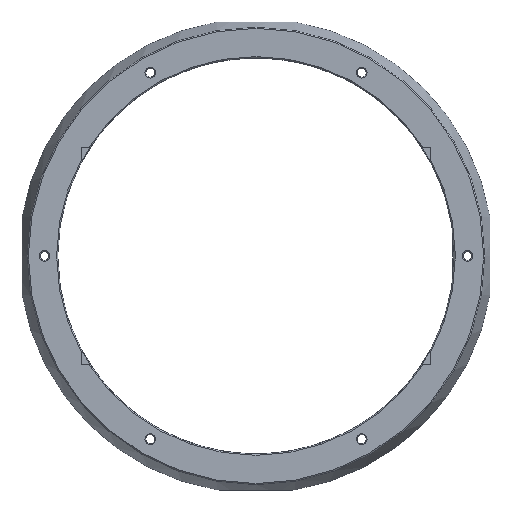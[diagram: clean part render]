
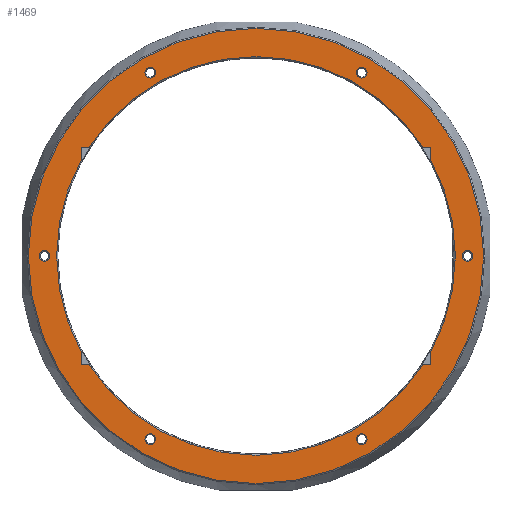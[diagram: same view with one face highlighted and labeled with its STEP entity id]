
A CAD part, top view. The second image highlights one B-rep face of the part: STEP entity #1469.
In plain terms, the highlighted planar face has unit normal (0, 0, 1).
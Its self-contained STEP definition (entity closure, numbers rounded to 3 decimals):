
#23=FACE_BOUND('',#223,.T.);
#24=FACE_BOUND('',#224,.T.);
#25=FACE_BOUND('',#225,.T.);
#26=FACE_BOUND('',#226,.T.);
#27=FACE_BOUND('',#227,.T.);
#28=FACE_BOUND('',#228,.T.);
#29=FACE_BOUND('',#229,.T.);
#132=FACE_OUTER_BOUND('',#222,.T.);
#222=EDGE_LOOP('',(#1029));
#223=EDGE_LOOP('',(#1030,#1031,#1032,#1033,#1034,#1035,#1036,#1037,#1038,
#1039,#1040,#1041));
#224=EDGE_LOOP('',(#1042));
#225=EDGE_LOOP('',(#1043));
#226=EDGE_LOOP('',(#1044));
#227=EDGE_LOOP('',(#1045));
#228=EDGE_LOOP('',(#1046));
#229=EDGE_LOOP('',(#1047));
#331=LINE('',#2218,#427);
#332=LINE('',#2228,#428);
#346=LINE('',#2339,#442);
#347=LINE('',#2341,#443);
#348=LINE('',#2345,#444);
#349=LINE('',#2347,#445);
#350=LINE('',#2351,#446);
#351=LINE('',#2352,#447);
#427=VECTOR('',#1759,10.);
#428=VECTOR('',#1762,10.);
#442=VECTOR('',#1816,10.);
#443=VECTOR('',#1817,10.);
#444=VECTOR('',#1820,10.);
#445=VECTOR('',#1821,10.);
#446=VECTOR('',#1824,10.);
#447=VECTOR('',#1825,10.);
#532=CIRCLE('',#1587,75.4);
#533=CIRCLE('',#1589,86.1);
#534=CIRCLE('',#1590,75.4);
#535=CIRCLE('',#1591,75.4);
#536=CIRCLE('',#1592,75.4);
#537=CIRCLE('',#1593,2.);
#538=CIRCLE('',#1594,2.);
#539=CIRCLE('',#1595,2.);
#540=CIRCLE('',#1596,2.);
#541=CIRCLE('',#1597,2.);
#542=CIRCLE('',#1598,2.);
#616=VERTEX_POINT('',#2215);
#617=VERTEX_POINT('',#2217);
#618=VERTEX_POINT('',#2223);
#647=VERTEX_POINT('',#2328);
#648=VERTEX_POINT('',#2334);
#649=VERTEX_POINT('',#2336);
#650=VERTEX_POINT('',#2338);
#651=VERTEX_POINT('',#2340);
#652=VERTEX_POINT('',#2342);
#653=VERTEX_POINT('',#2344);
#654=VERTEX_POINT('',#2346);
#655=VERTEX_POINT('',#2348);
#656=VERTEX_POINT('',#2350);
#657=VERTEX_POINT('',#2353);
#658=VERTEX_POINT('',#2355);
#659=VERTEX_POINT('',#2357);
#660=VERTEX_POINT('',#2359);
#661=VERTEX_POINT('',#2361);
#662=VERTEX_POINT('',#2363);
#755=EDGE_CURVE('',#617,#616,#331,.T.);
#758=EDGE_CURVE('',#616,#618,#332,.T.);
#790=EDGE_CURVE('',#617,#647,#532,.T.);
#792=EDGE_CURVE('',#648,#648,#533,.T.);
#793=EDGE_CURVE('',#649,#618,#534,.T.);
#794=EDGE_CURVE('',#649,#650,#346,.T.);
#795=EDGE_CURVE('',#650,#651,#347,.T.);
#796=EDGE_CURVE('',#652,#651,#535,.T.);
#797=EDGE_CURVE('',#652,#653,#348,.T.);
#798=EDGE_CURVE('',#653,#654,#349,.T.);
#799=EDGE_CURVE('',#655,#654,#536,.T.);
#800=EDGE_CURVE('',#655,#656,#350,.T.);
#801=EDGE_CURVE('',#656,#647,#351,.T.);
#802=EDGE_CURVE('',#657,#657,#537,.T.);
#803=EDGE_CURVE('',#658,#658,#538,.T.);
#804=EDGE_CURVE('',#659,#659,#539,.T.);
#805=EDGE_CURVE('',#660,#660,#540,.T.);
#806=EDGE_CURVE('',#661,#661,#541,.T.);
#807=EDGE_CURVE('',#662,#662,#542,.T.);
#1029=ORIENTED_EDGE('',*,*,#792,.F.);
#1030=ORIENTED_EDGE('',*,*,#755,.T.);
#1031=ORIENTED_EDGE('',*,*,#758,.T.);
#1032=ORIENTED_EDGE('',*,*,#793,.F.);
#1033=ORIENTED_EDGE('',*,*,#794,.T.);
#1034=ORIENTED_EDGE('',*,*,#795,.T.);
#1035=ORIENTED_EDGE('',*,*,#796,.F.);
#1036=ORIENTED_EDGE('',*,*,#797,.T.);
#1037=ORIENTED_EDGE('',*,*,#798,.T.);
#1038=ORIENTED_EDGE('',*,*,#799,.F.);
#1039=ORIENTED_EDGE('',*,*,#800,.T.);
#1040=ORIENTED_EDGE('',*,*,#801,.T.);
#1041=ORIENTED_EDGE('',*,*,#790,.F.);
#1042=ORIENTED_EDGE('',*,*,#802,.F.);
#1043=ORIENTED_EDGE('',*,*,#803,.F.);
#1044=ORIENTED_EDGE('',*,*,#804,.F.);
#1045=ORIENTED_EDGE('',*,*,#805,.F.);
#1046=ORIENTED_EDGE('',*,*,#806,.F.);
#1047=ORIENTED_EDGE('',*,*,#807,.F.);
#1431=PLANE('',#1588);
#1469=ADVANCED_FACE('',(#132,#23,#24,#25,#26,#27,#28,#29),#1431,.T.);
#1587=AXIS2_PLACEMENT_3D('',#2329,#1808,#1809);
#1588=AXIS2_PLACEMENT_3D('',#2333,#1810,#1811);
#1589=AXIS2_PLACEMENT_3D('',#2335,#1812,#1813);
#1590=AXIS2_PLACEMENT_3D('',#2337,#1814,#1815);
#1591=AXIS2_PLACEMENT_3D('',#2343,#1818,#1819);
#1592=AXIS2_PLACEMENT_3D('',#2349,#1822,#1823);
#1593=AXIS2_PLACEMENT_3D('',#2354,#1826,#1827);
#1594=AXIS2_PLACEMENT_3D('',#2356,#1828,#1829);
#1595=AXIS2_PLACEMENT_3D('',#2358,#1830,#1831);
#1596=AXIS2_PLACEMENT_3D('',#2360,#1832,#1833);
#1597=AXIS2_PLACEMENT_3D('',#2362,#1834,#1835);
#1598=AXIS2_PLACEMENT_3D('',#2364,#1836,#1837);
#1759=DIRECTION('',(-1.,0.,0.));
#1762=DIRECTION('',(0.,1.,0.));
#1808=DIRECTION('center_axis',(0.,0.,1.));
#1809=DIRECTION('ref_axis',(1.,0.,0.));
#1810=DIRECTION('center_axis',(0.,0.,1.));
#1811=DIRECTION('ref_axis',(1.,0.,0.));
#1812=DIRECTION('center_axis',(0.,0.,-1.));
#1813=DIRECTION('ref_axis',(1.,0.,0.));
#1814=DIRECTION('center_axis',(0.,0.,1.));
#1815=DIRECTION('ref_axis',(1.,0.,0.));
#1816=DIRECTION('',(0.,1.,0.));
#1817=DIRECTION('',(1.,0.,0.));
#1818=DIRECTION('center_axis',(0.,0.,1.));
#1819=DIRECTION('ref_axis',(1.,0.,0.));
#1820=DIRECTION('',(1.,0.,0.));
#1821=DIRECTION('',(0.,-1.,0.));
#1822=DIRECTION('center_axis',(0.,0.,1.));
#1823=DIRECTION('ref_axis',(1.,0.,0.));
#1824=DIRECTION('',(0.,-1.,0.));
#1825=DIRECTION('',(-1.,0.,0.));
#1826=DIRECTION('center_axis',(0.,0.,1.));
#1827=DIRECTION('ref_axis',(1.,0.,0.));
#1828=DIRECTION('center_axis',(0.,0.,1.));
#1829=DIRECTION('ref_axis',(1.,0.,0.));
#1830=DIRECTION('center_axis',(0.,0.,1.));
#1831=DIRECTION('ref_axis',(1.,0.,0.));
#1832=DIRECTION('center_axis',(0.,0.,1.));
#1833=DIRECTION('ref_axis',(1.,0.,0.));
#1834=DIRECTION('center_axis',(0.,0.,1.));
#1835=DIRECTION('ref_axis',(1.,0.,0.));
#1836=DIRECTION('center_axis',(0.,0.,1.));
#1837=DIRECTION('ref_axis',(1.,0.,0.));
#2215=CARTESIAN_POINT('',(-65.957,-41.105,4.));
#2217=CARTESIAN_POINT('',(-63.211,-41.105,4.));
#2218=CARTESIAN_POINT('',(-30.978,-41.105,4.));
#2223=CARTESIAN_POINT('',(-65.957,-36.536,4.));
#2228=CARTESIAN_POINT('',(-65.957,-20.552,4.));
#2328=CARTESIAN_POINT('',(63.211,-41.105,4.));
#2329=CARTESIAN_POINT('Origin',(0.,0.,4.));
#2333=CARTESIAN_POINT('Origin',(0.,0.,4.));
#2334=CARTESIAN_POINT('',(-86.1,0.,4.));
#2335=CARTESIAN_POINT('Origin',(0.,0.,4.));
#2336=CARTESIAN_POINT('',(-65.957,36.536,4.));
#2337=CARTESIAN_POINT('Origin',(0.,0.,4.));
#2338=CARTESIAN_POINT('',(-65.957,41.105,4.));
#2339=CARTESIAN_POINT('',(-65.957,20.552,4.));
#2340=CARTESIAN_POINT('',(-63.211,41.105,4.));
#2341=CARTESIAN_POINT('',(-30.978,41.105,4.));
#2342=CARTESIAN_POINT('',(63.211,41.105,4.));
#2343=CARTESIAN_POINT('Origin',(0.,0.,4.));
#2344=CARTESIAN_POINT('',(65.957,41.105,4.));
#2345=CARTESIAN_POINT('',(30.978,41.105,4.));
#2346=CARTESIAN_POINT('',(65.957,36.536,4.));
#2347=CARTESIAN_POINT('',(65.957,20.552,4.));
#2348=CARTESIAN_POINT('',(65.957,-36.536,4.));
#2349=CARTESIAN_POINT('Origin',(0.,0.,4.));
#2350=CARTESIAN_POINT('',(65.957,-41.105,4.));
#2351=CARTESIAN_POINT('',(65.957,-20.552,4.));
#2352=CARTESIAN_POINT('',(30.978,-41.105,4.));
#2353=CARTESIAN_POINT('',(-42.,-69.282,4.));
#2354=CARTESIAN_POINT('Origin',(-40.,-69.282,4.));
#2355=CARTESIAN_POINT('',(78.,0.,4.));
#2356=CARTESIAN_POINT('Origin',(80.,0.,4.));
#2357=CARTESIAN_POINT('',(-42.,69.282,4.));
#2358=CARTESIAN_POINT('Origin',(-40.,69.282,4.));
#2359=CARTESIAN_POINT('',(38.,69.282,4.));
#2360=CARTESIAN_POINT('Origin',(40.,69.282,4.));
#2361=CARTESIAN_POINT('',(-82.,0.,4.));
#2362=CARTESIAN_POINT('Origin',(-80.,0.,4.));
#2363=CARTESIAN_POINT('',(38.,-69.282,4.));
#2364=CARTESIAN_POINT('Origin',(40.,-69.282,4.));
